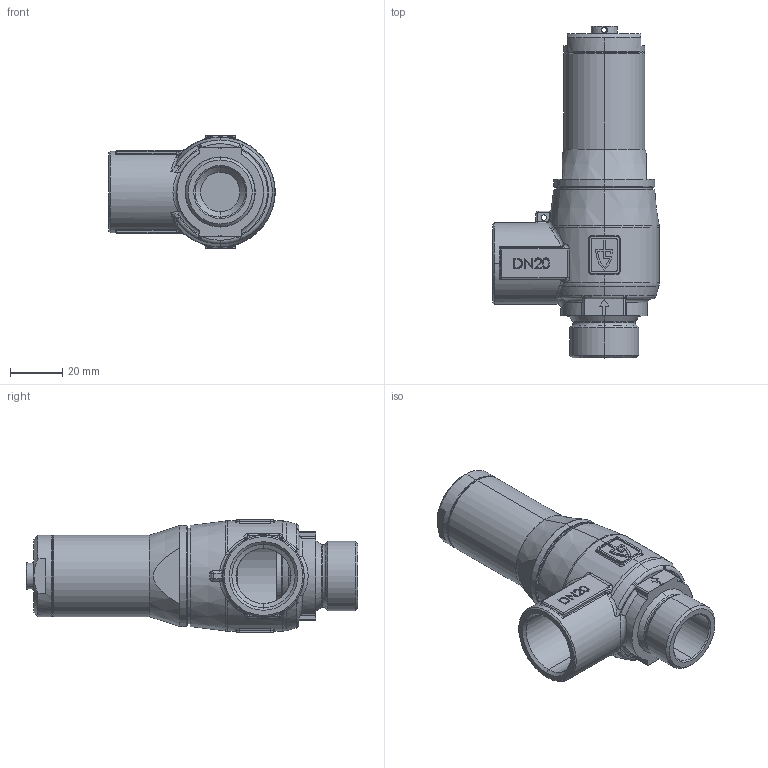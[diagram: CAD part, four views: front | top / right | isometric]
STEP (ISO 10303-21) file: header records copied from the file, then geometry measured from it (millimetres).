
FILE_DESCRIPTION (( 'STEP AP214' ), '1' );
FILE_NAME ('460 3_4 Dummy BSP.STEP', '2012-04-20T08:44:44', ( 'Blankenhorn' ), ( '' ), 'SwSTEP 2.0', 'SolidWorks 2011', '' );
FILE_SCHEMA (( 'AUTOMOTIVE_DESIGN' ));
Length unit declared in the file: millimetre
Products named in the file (1): 460 3_4 Dummy BSP
Bounding box: 63.5 x 126.5 x 43 mm (x, y, z)
Volume: 63179 mm3; surface area: 36227.2 mm2
Topology: 3 solids, 3 shells, 561 faces, 1357 edges, 838 vertices
Faces by surface type: plane 195, bspline 134, cylinder 124, cone 55, torus 53
Entity records: 28809 total; most frequent: CARTESIAN_POINT 10248, ORIENTED_EDGE 2706, DIRECTION 2342, EDGE_CURVE 1353, AXIS2_PLACEMENT_3D 866, VERTEX_POINT 838, EDGE_LOOP 611, LINE 610
